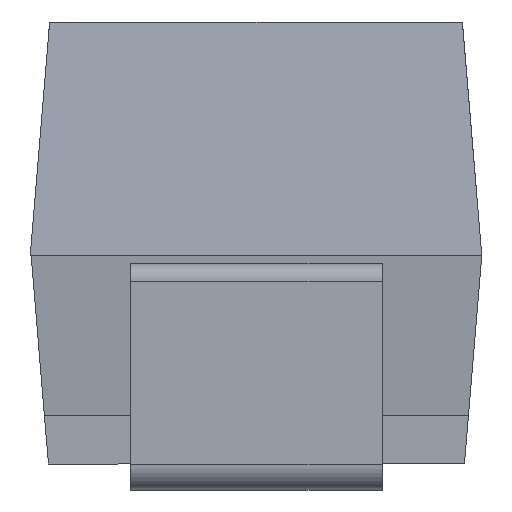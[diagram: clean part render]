
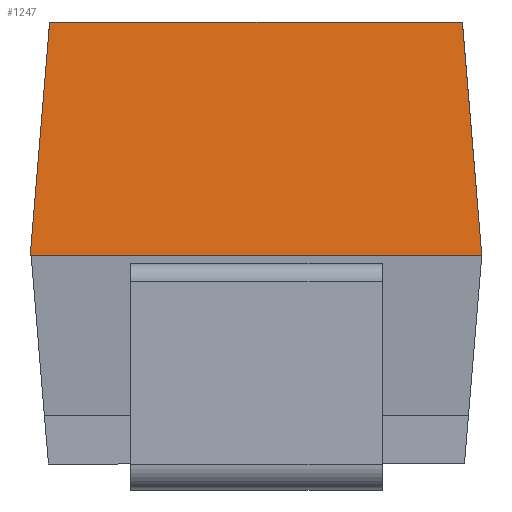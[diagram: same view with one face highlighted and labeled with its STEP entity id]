
A CAD part, left-side view. The second image highlights one B-rep face of the part: STEP entity #1247.
In plain terms, the highlighted planar face has unit normal (-0.997, 0, 0.083).
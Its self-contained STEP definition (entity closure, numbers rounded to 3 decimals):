
#1072=CARTESIAN_POINT('',(-2.208,-1.188,2.7));
#1073=VERTEX_POINT('',#1072);
#1080=CARTESIAN_POINT('',(-2.32,-1.3,1.355));
#1081=VERTEX_POINT('',#1080);
#1082=CARTESIAN_POINT('',(-2.208,-1.188,2.7));
#1083=DIRECTION('',(-0.082,-0.082,-0.993));
#1084=VECTOR('',#1083,1.354);
#1085=LINE('',#1082,#1084);
#1086=EDGE_CURVE('',#1073,#1081,#1085,.T.);
#1174=CARTESIAN_POINT('',(-2.32,1.305,1.355));
#1175=VERTEX_POINT('',#1174);
#1176=CARTESIAN_POINT('',(-2.32,1.305,1.355));
#1177=DIRECTION('',(0.0,-1.0,0.0));
#1178=VECTOR('',#1177,2.605);
#1179=LINE('',#1176,#1178);
#1180=EDGE_CURVE('',#1175,#1081,#1179,.T.);
#1224=CARTESIAN_POINT('',(-2.27,0.65,1.958));
#1225=DIRECTION('',(-0.997,0.,0.083));
#1226=DIRECTION('',(0.083,0.,0.997));
#1227=AXIS2_PLACEMENT_3D('',#1224,#1225,#1226);
#1228=PLANE('',#1227);
#1229=CARTESIAN_POINT('',(-2.208,1.193,2.7));
#1230=VERTEX_POINT('',#1229);
#1231=CARTESIAN_POINT('',(-2.208,-1.188,2.7));
#1232=DIRECTION('',(0.0,1.0,0.0));
#1233=VECTOR('',#1232,2.382);
#1234=LINE('',#1231,#1233);
#1235=EDGE_CURVE('',#1073,#1230,#1234,.T.);
#1236=ORIENTED_EDGE('',*,*,#1235,.T.);
#1237=CARTESIAN_POINT('',(-2.32,1.305,1.355));
#1238=DIRECTION('',(0.082,-0.082,0.993));
#1239=VECTOR('',#1238,1.354);
#1240=LINE('',#1237,#1239);
#1241=EDGE_CURVE('',#1175,#1230,#1240,.T.);
#1242=ORIENTED_EDGE('',*,*,#1241,.F.);
#1243=ORIENTED_EDGE('',*,*,#1180,.T.);
#1244=ORIENTED_EDGE('',*,*,#1086,.F.);
#1245=EDGE_LOOP('',(#1236,#1242,#1243,#1244));
#1246=FACE_OUTER_BOUND('',#1245,.T.);
#1247=ADVANCED_FACE('',(#1246),#1228,.T.);
